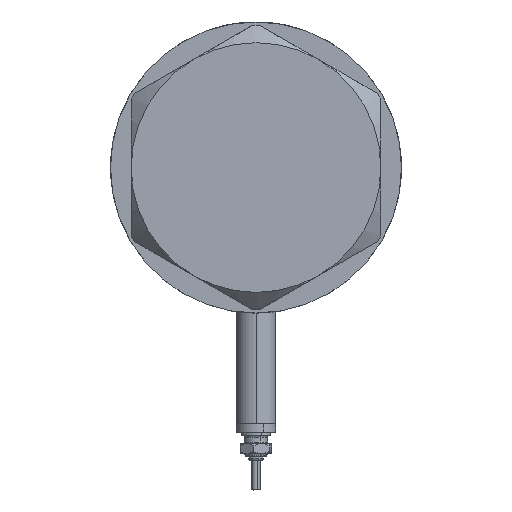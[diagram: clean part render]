
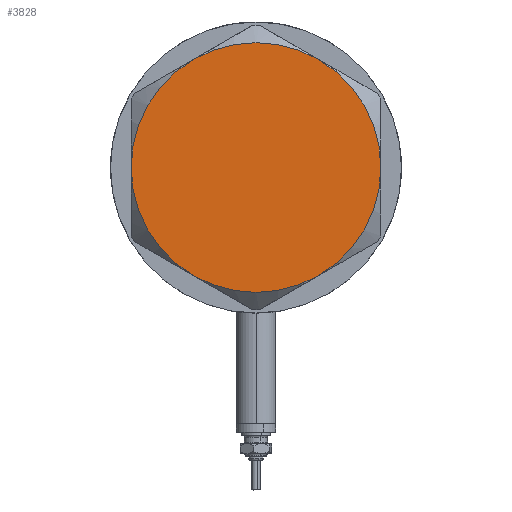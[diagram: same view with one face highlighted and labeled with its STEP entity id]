
A CAD part, left-side view. The second image highlights one B-rep face of the part: STEP entity #3828.
In plain terms, the highlighted face is planar.
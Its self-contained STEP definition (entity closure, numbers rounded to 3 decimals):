
#77 = DIRECTION ( 'NONE',  ( 1., 0., 0. ) ) ;
#94 = DIRECTION ( 'NONE',  ( 0., 0., 1. ) ) ;
#121 = CARTESIAN_POINT ( 'NONE',  ( 0., 0., 13. ) ) ;
#299 = CARTESIAN_POINT ( 'NONE',  ( -18.875, 32.692, 13. ) ) ;
#525 = AXIS2_PLACEMENT_3D ( 'NONE', #4495, #2661, #5943 ) ;
#528 = EDGE_LOOP ( 'NONE', ( #3177, #770, #4198, #1304, #5651, #2680 ) ) ;
#619 = CIRCLE ( 'NONE', #525, 37.75 ) ;
#626 = CIRCLE ( 'NONE', #1375, 37.75 ) ;
#724 = AXIS2_PLACEMENT_3D ( 'NONE', #5289, #2912, #4790 ) ;
#770 = ORIENTED_EDGE ( 'NONE', *, *, #5999, .T. ) ;
#936 = CARTESIAN_POINT ( 'NONE',  ( -37.75, 0., 13. ) ) ;
#998 = CARTESIAN_POINT ( 'NONE',  ( 37.75, 0., 13. ) ) ;
#1004 = CARTESIAN_POINT ( 'NONE',  ( 18.875, 32.692, 13. ) ) ;
#1030 = CIRCLE ( 'NONE', #4116, 37.75 ) ;
#1304 = ORIENTED_EDGE ( 'NONE', *, *, #2000, .T. ) ;
#1375 = AXIS2_PLACEMENT_3D ( 'NONE', #4567, #1694, #3521 ) ;
#1408 = DIRECTION ( 'NONE',  ( 0., 0., 1. ) ) ;
#1565 = EDGE_CURVE ( 'NONE', #4650, #3125, #5873, .T. ) ;
#1694 = DIRECTION ( 'NONE',  ( 0., 0., 1. ) ) ;
#1734 = DIRECTION ( 'NONE',  ( 0., 0., 1. ) ) ;
#1827 = DIRECTION ( 'NONE',  ( 1., 0., 0. ) ) ;
#1872 = AXIS2_PLACEMENT_3D ( 'NONE', #4069, #1734, #5610 ) ;
#2000 = EDGE_CURVE ( 'NONE', #2913, #5232, #619, .T. ) ;
#2163 = CIRCLE ( 'NONE', #5986, 37.75 ) ;
#2332 = CARTESIAN_POINT ( 'NONE',  ( 0., 0., 13. ) ) ;
#2470 = CIRCLE ( 'NONE', #1872, 37.75 ) ;
#2493 = EDGE_CURVE ( 'NONE', #2593, #2913, #626, .T. ) ;
#2593 = VERTEX_POINT ( 'NONE', #1004 ) ;
#2661 = DIRECTION ( 'NONE',  ( 0., 0., 1. ) ) ;
#2680 = ORIENTED_EDGE ( 'NONE', *, *, #5779, .T. ) ;
#2912 = DIRECTION ( 'NONE',  ( 0., 0., 1. ) ) ;
#2913 = VERTEX_POINT ( 'NONE', #299 ) ;
#3125 = VERTEX_POINT ( 'NONE', #998 ) ;
#3177 = ORIENTED_EDGE ( 'NONE', *, *, #1565, .T. ) ;
#3310 = CARTESIAN_POINT ( 'NONE',  ( 0., 0., 13. ) ) ;
#3401 = FACE_OUTER_BOUND ( 'NONE', #528, .T. ) ;
#3521 = DIRECTION ( 'NONE',  ( 1., 0., 0. ) ) ;
#3542 = CARTESIAN_POINT ( 'NONE',  ( -18.875, -32.692, 13. ) ) ;
#3813 = DIRECTION ( 'NONE',  ( 0., 0., 1. ) ) ;
#3828 = ADVANCED_FACE ( 'NONE', ( #3401 ), #4312, .T. ) ;
#4069 = CARTESIAN_POINT ( 'NONE',  ( 0., 0., 13. ) ) ;
#4075 = CARTESIAN_POINT ( 'NONE',  ( 18.875, -32.692, 13. ) ) ;
#4116 = AXIS2_PLACEMENT_3D ( 'NONE', #3310, #3813, #1827 ) ;
#4198 = ORIENTED_EDGE ( 'NONE', *, *, #2493, .T. ) ;
#4239 = EDGE_CURVE ( 'NONE', #5232, #4545, #2163, .T. ) ;
#4312 = PLANE ( 'NONE',  #724 ) ;
#4495 = CARTESIAN_POINT ( 'NONE',  ( 0., 0., 13. ) ) ;
#4545 = VERTEX_POINT ( 'NONE', #3542 ) ;
#4567 = CARTESIAN_POINT ( 'NONE',  ( 0., 0., 13. ) ) ;
#4650 = VERTEX_POINT ( 'NONE', #4075 ) ;
#4790 = DIRECTION ( 'NONE',  ( 1., 0., 0. ) ) ;
#4894 = AXIS2_PLACEMENT_3D ( 'NONE', #2332, #1408, #77 ) ;
#5232 = VERTEX_POINT ( 'NONE', #936 ) ;
#5289 = CARTESIAN_POINT ( 'NONE',  ( 0., 0., 13. ) ) ;
#5557 = DIRECTION ( 'NONE',  ( 1., 0., 0. ) ) ;
#5610 = DIRECTION ( 'NONE',  ( 1., 0., 0. ) ) ;
#5651 = ORIENTED_EDGE ( 'NONE', *, *, #4239, .T. ) ;
#5779 = EDGE_CURVE ( 'NONE', #4545, #4650, #2470, .T. ) ;
#5873 = CIRCLE ( 'NONE', #4894, 37.75 ) ;
#5943 = DIRECTION ( 'NONE',  ( 1., 0., 0. ) ) ;
#5986 = AXIS2_PLACEMENT_3D ( 'NONE', #121, #94, #5557 ) ;
#5999 = EDGE_CURVE ( 'NONE', #3125, #2593, #1030, .T. ) ;
